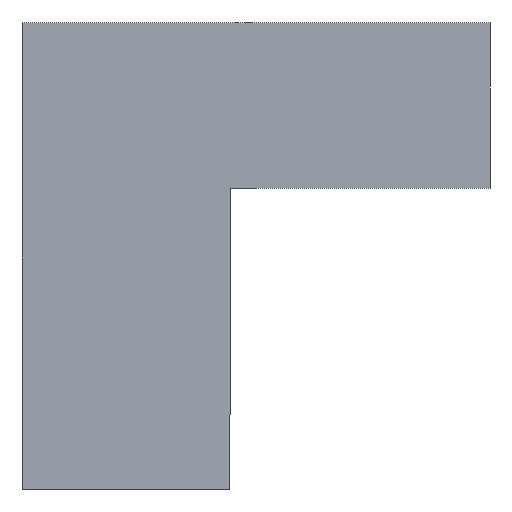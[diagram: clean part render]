
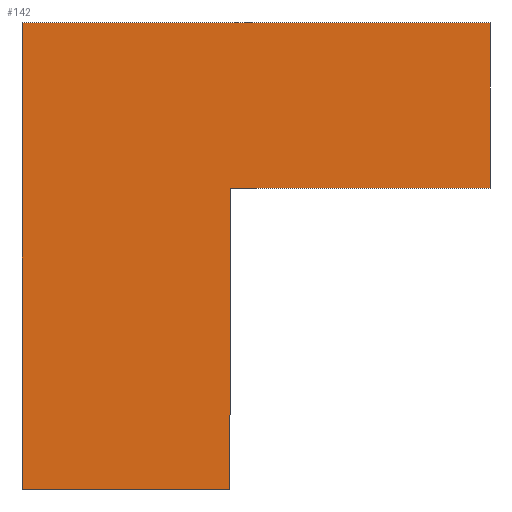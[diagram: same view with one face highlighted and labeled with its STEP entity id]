
A CAD part, top view. The second image highlights one B-rep face of the part: STEP entity #142.
In plain terms, the highlighted planar face has unit normal (0, 0, 1).
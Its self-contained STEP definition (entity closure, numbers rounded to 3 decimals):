
#12 = DIRECTION ( 'NONE',  ( -1., 0., 0. ) ) ;
#13 = AXIS2_PLACEMENT_3D ( 'NONE', #214, #195, #150 ) ;
#15 = CARTESIAN_POINT ( 'NONE',  ( 0., 405., 3. ) ) ;
#16 = CARTESIAN_POINT ( 'NONE',  ( 0., 0., 3. ) ) ;
#21 = EDGE_CURVE ( 'NONE', #299, #271, #283, .T. ) ;
#28 = VECTOR ( 'NONE', #298, 1000. ) ;
#35 = LINE ( 'NONE', #178, #207 ) ;
#50 = DIRECTION ( 'NONE',  ( 0., 1., 0. ) ) ;
#59 = CARTESIAN_POINT ( 'NONE',  ( 350., 405., 3. ) ) ;
#69 = ORIENTED_EDGE ( 'NONE', *, *, #93, .T. ) ;
#75 = CARTESIAN_POINT ( 'NONE',  ( 350., 628., 3. ) ) ;
#86 = VERTEX_POINT ( 'NONE', #295 ) ;
#88 = VERTEX_POINT ( 'NONE', #15 ) ;
#93 = EDGE_CURVE ( 'NONE', #88, #299, #35, .T. ) ;
#100 = LINE ( 'NONE', #284, #293 ) ;
#111 = ORIENTED_EDGE ( 'NONE', *, *, #234, .T. ) ;
#113 = VERTEX_POINT ( 'NONE', #131 ) ;
#115 = VERTEX_POINT ( 'NONE', #268 ) ;
#116 = EDGE_CURVE ( 'NONE', #271, #86, #156, .T. ) ;
#117 = VECTOR ( 'NONE', #157, 1000. ) ;
#131 = CARTESIAN_POINT ( 'NONE',  ( -280., 0., 3. ) ) ;
#142 = ADVANCED_FACE ( 'NONE', ( #153 ), #237, .T. ) ;
#147 = LINE ( 'NONE', #204, #28 ) ;
#150 = DIRECTION ( 'NONE',  ( 1., 0., 0. ) ) ;
#153 = FACE_OUTER_BOUND ( 'NONE', #225, .T. ) ;
#156 = LINE ( 'NONE', #218, #303 ) ;
#157 = DIRECTION ( 'NONE',  ( 1., 0., 0. ) ) ;
#165 = ORIENTED_EDGE ( 'NONE', *, *, #21, .T. ) ;
#174 = VECTOR ( 'NONE', #50, 1000. ) ;
#178 = CARTESIAN_POINT ( 'NONE',  ( 0., 405., 3. ) ) ;
#179 = CARTESIAN_POINT ( 'NONE',  ( 350., 628., 3. ) ) ;
#180 = DIRECTION ( 'NONE',  ( 1., 0., 0. ) ) ;
#183 = LINE ( 'NONE', #16, #117 ) ;
#195 = DIRECTION ( 'NONE',  ( 0., 0., 1. ) ) ;
#203 = ORIENTED_EDGE ( 'NONE', *, *, #116, .T. ) ;
#204 = CARTESIAN_POINT ( 'NONE',  ( 0., 0., 3. ) ) ;
#205 = ORIENTED_EDGE ( 'NONE', *, *, #256, .T. ) ;
#207 = VECTOR ( 'NONE', #180, 1000. ) ;
#214 = CARTESIAN_POINT ( 'NONE',  ( 0., 0., 3. ) ) ;
#218 = CARTESIAN_POINT ( 'NONE',  ( 350., 628., 3. ) ) ;
#225 = EDGE_LOOP ( 'NONE', ( #165, #203, #273, #205, #111, #69 ) ) ;
#229 = EDGE_CURVE ( 'NONE', #86, #113, #100, .T. ) ;
#234 = EDGE_CURVE ( 'NONE', #115, #88, #147, .T. ) ;
#237 = PLANE ( 'NONE',  #13 ) ;
#256 = EDGE_CURVE ( 'NONE', #113, #115, #183, .T. ) ;
#261 = DIRECTION ( 'NONE',  ( 0., -1., 0. ) ) ;
#268 = CARTESIAN_POINT ( 'NONE',  ( 0., 0., 3. ) ) ;
#271 = VERTEX_POINT ( 'NONE', #179 ) ;
#273 = ORIENTED_EDGE ( 'NONE', *, *, #229, .T. ) ;
#283 = LINE ( 'NONE', #75, #174 ) ;
#284 = CARTESIAN_POINT ( 'NONE',  ( -280., 628., 3. ) ) ;
#293 = VECTOR ( 'NONE', #261, 1000. ) ;
#295 = CARTESIAN_POINT ( 'NONE',  ( -280., 628., 3. ) ) ;
#298 = DIRECTION ( 'NONE',  ( 0., 1., 0. ) ) ;
#299 = VERTEX_POINT ( 'NONE', #59 ) ;
#303 = VECTOR ( 'NONE', #12, 1000. ) ;
